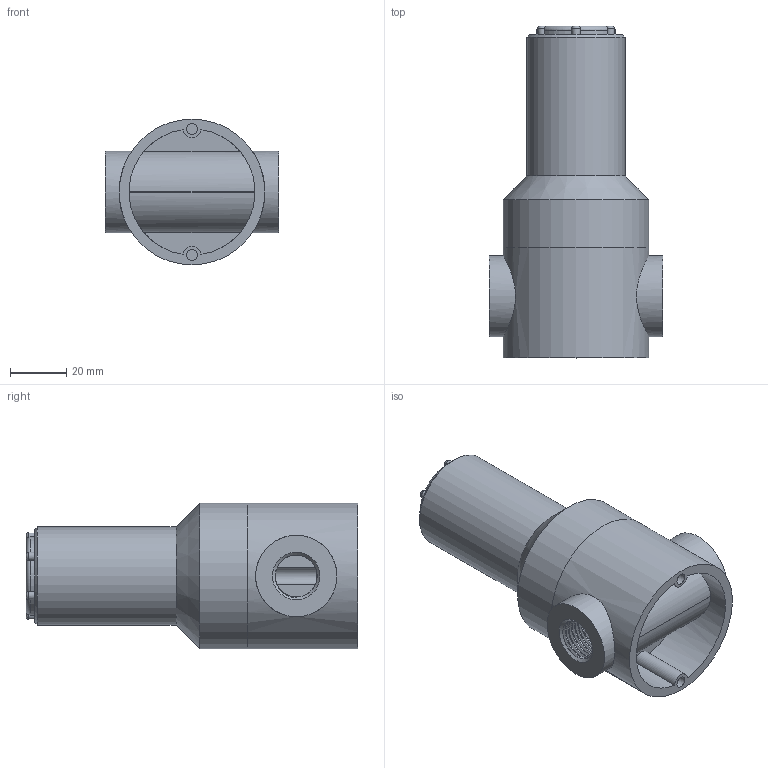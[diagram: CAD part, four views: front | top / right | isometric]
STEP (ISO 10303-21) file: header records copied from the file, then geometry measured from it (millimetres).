
FILE_DESCRIPTION (( 'STEP AP214' ), '1' );
FILE_NAME ('3-8-1101-3X.STEP', '2019-05-20T12:48:19', ( '' ), ( '' ), 'SwSTEP 2.0', 'SolidWorks 2019', '' );
FILE_SCHEMA (( 'AUTOMOTIVE_DESIGN' ));
Length unit declared in the file: millimetre
Products named in the file (7): 3-8-1101-3X; PVC Bonnet all size_20mm GFPP; 316 cast 3-8 body; 16mm Cap; PVC Bonnet all size
Assembly tree (3 placements, depth 2):
  3-8-1101-3X
    PVC Bonnet all size_20mm GFPP
    16mm Cap
    316 cast 3-8 body
  PVC Bonnet all size
  16mm Cap
  316 cast 3-8 body
Bounding box: 62 x 118.4 x 52 mm (x, y, z)
Volume: 168600.1 mm3; surface area: 38529.5 mm2
Topology: 3 solids, 3 shells, 132 faces, 329 edges, 215 vertices
Faces by surface type: cylinder 61, plane 41, bspline 15, torus 8, cone 7
Full cylindrical faces by diameter (mm): 4 x2, 6 x1, 12 x1, 14.95 x18, 17 x1, 25 x1, 27 x1, 29 x2, 32.4 x1, 35 x1, 38 x5, 52 x2
Entity records: 8305 total; most frequent: CARTESIAN_POINT 5955, DIRECTION 433, ORIENTED_EDGE 426, EDGE_CURVE 213, AXIS2_PLACEMENT_3D 191, EDGE_LOOP 155, VERTEX_POINT 154, FACE_OUTER_BOUND 132
